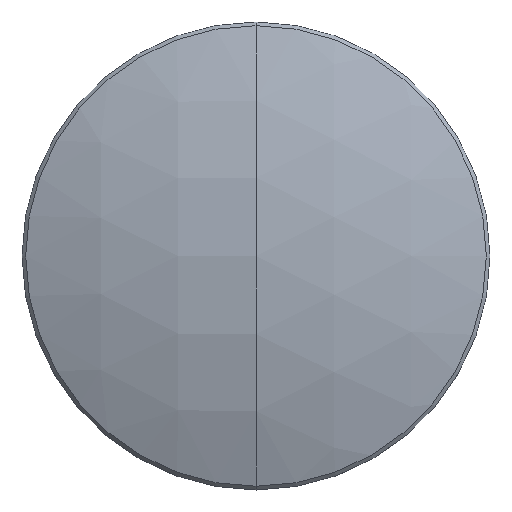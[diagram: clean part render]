
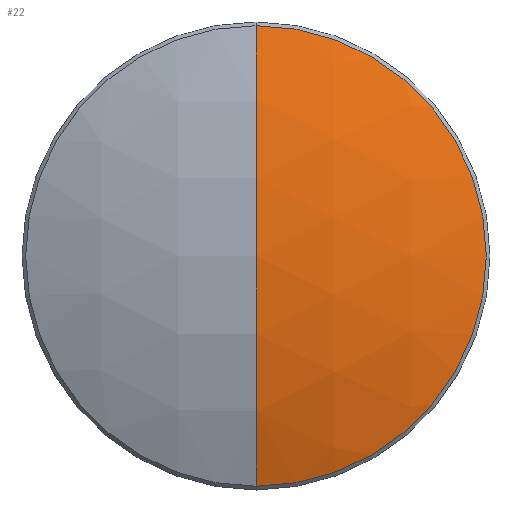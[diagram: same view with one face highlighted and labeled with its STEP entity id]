
A CAD part, top view. The second image highlights one B-rep face of the part: STEP entity #22.
In plain terms, the highlighted spherical face has radius 35.628 mm.
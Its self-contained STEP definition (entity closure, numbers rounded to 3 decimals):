
#12 = CARTESIAN_POINT ( 'NONE',  ( 0., 0., -33.458 ) ) ;
#13 = DIRECTION ( 'NONE',  ( -1., 0., 0. ) ) ;
#22 = ADVANCED_FACE ( 'NONE', ( #31 ), #131, .T. ) ;
#25 = DIRECTION ( 'NONE',  ( 0., 0., -1. ) ) ;
#29 = DIRECTION ( 'NONE',  ( 0., 1., 0. ) ) ;
#31 = FACE_OUTER_BOUND ( 'NONE', #47, .T. ) ;
#32 = CARTESIAN_POINT ( 'NONE',  ( 0., 0., -33.458 ) ) ;
#42 = ORIENTED_EDGE ( 'NONE', *, *, #300, .F. ) ;
#45 = AXIS2_PLACEMENT_3D ( 'NONE', #32, #13, #292 ) ;
#47 = EDGE_LOOP ( 'NONE', ( #42, #245, #142 ) ) ;
#54 = CARTESIAN_POINT ( 'NONE',  ( 0., 0., -0.095 ) ) ;
#66 = CIRCLE ( 'NONE', #45, 35.628 ) ;
#88 = CARTESIAN_POINT ( 'NONE',  ( 0., 12.5, -0.095 ) ) ;
#90 = CIRCLE ( 'NONE', #95, 12.5 ) ;
#91 = DIRECTION ( 'NONE',  ( 0., 1., 0. ) ) ;
#93 = CARTESIAN_POINT ( 'NONE',  ( 0., -12.5, -0.095 ) ) ;
#95 = AXIS2_PLACEMENT_3D ( 'NONE', #54, #25, #91 ) ;
#98 = AXIS2_PLACEMENT_3D ( 'NONE', #12, #293, #154 ) ;
#131 = SPHERICAL_SURFACE ( 'NONE', #98, 35.628 ) ;
#133 = VERTEX_POINT ( 'NONE', #280 ) ;
#138 = VERTEX_POINT ( 'NONE', #88 ) ;
#142 = ORIENTED_EDGE ( 'NONE', *, *, #209, .F. ) ;
#143 = DIRECTION ( 'NONE',  ( 1., 0., 0. ) ) ;
#154 = DIRECTION ( 'NONE',  ( 0., 1., 0. ) ) ;
#158 = AXIS2_PLACEMENT_3D ( 'NONE', #281, #143, #29 ) ;
#189 = VERTEX_POINT ( 'NONE', #93 ) ;
#190 = EDGE_CURVE ( 'NONE', #133, #189, #249, .T. ) ;
#209 = EDGE_CURVE ( 'NONE', #138, #189, #90, .T. ) ;
#245 = ORIENTED_EDGE ( 'NONE', *, *, #190, .T. ) ;
#249 = CIRCLE ( 'NONE', #158, 35.628 ) ;
#280 = CARTESIAN_POINT ( 'NONE',  ( 0., 0., 2.17 ) ) ;
#281 = CARTESIAN_POINT ( 'NONE',  ( 0., 0., -33.458 ) ) ;
#292 = DIRECTION ( 'NONE',  ( 0., 0., 1. ) ) ;
#293 = DIRECTION ( 'NONE',  ( 1., 0., 0. ) ) ;
#300 = EDGE_CURVE ( 'NONE', #133, #138, #66, .T. ) ;
